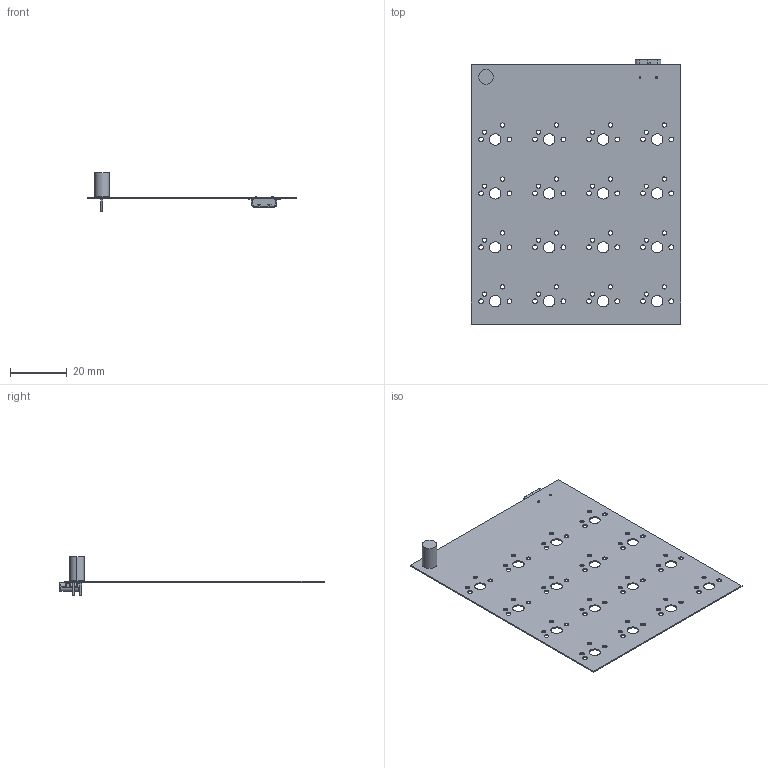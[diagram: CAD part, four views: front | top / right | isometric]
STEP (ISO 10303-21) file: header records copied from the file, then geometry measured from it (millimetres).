
FILE_DESCRIPTION(('Open CASCADE Model'),'2;1');
FILE_NAME('Open CASCADE Shape Model','2022-07-21T10:14:18',('Author'),( 'Open CASCADE'),'Open CASCADE STEP processor 6.8','Open CASCADE 6.8' ,'Unknown');
FILE_SCHEMA(('AUTOMOTIVE_DESIGN { 1 0 10303 214 1 1 1 1 }'));
Length unit declared in the file: millimetre
Products named in the file (9): PCB; Board; Open CASCADE STEP translator 6.8 1.1.1; D17; 5320796304; Body; Leads; J1; 5320797504
Assembly tree (8 placements, depth 4):
  PCB
    Board
      Open CASCADE STEP translator 6.8 1.1.1
    D17
      5320796304
        Body
        Leads
    J1
      5320797504
Bounding box: 74 x 93.28 x 13.65 mm (x, y, z)
Volume: 2960.8 mm3; surface area: 13972.9 mm2
Topology: 22 solids, 24 shells, 836 faces, 2185 edges, 1386 vertices
Faces by surface type: plane 536, cylinder 280, cone 16, bspline 4
Full cylindrical faces by diameter (mm): 0.65 x2, 0.71 x2, 0.91 x2, 1.5 x32, 1.7 x32, 3.988 x16
Entity records: 26303 total; most frequent: CARTESIAN_POINT 4908, ORIENTED_EDGE 4382, DIRECTION 4299, EDGE_CURVE 2189, LINE 1557, VECTOR 1557, VERTEX_POINT 1386, AXIS2_PLACEMENT_3D 1371
